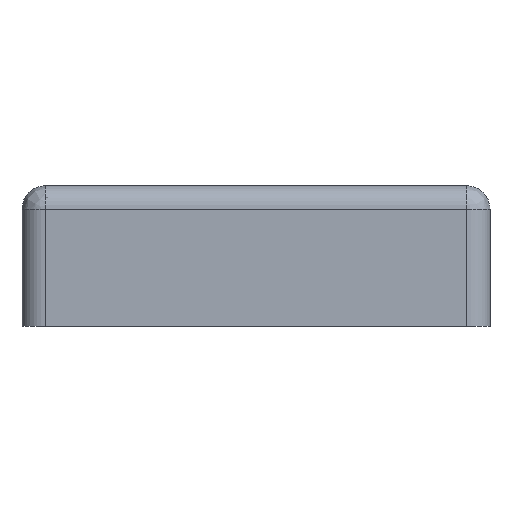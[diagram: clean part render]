
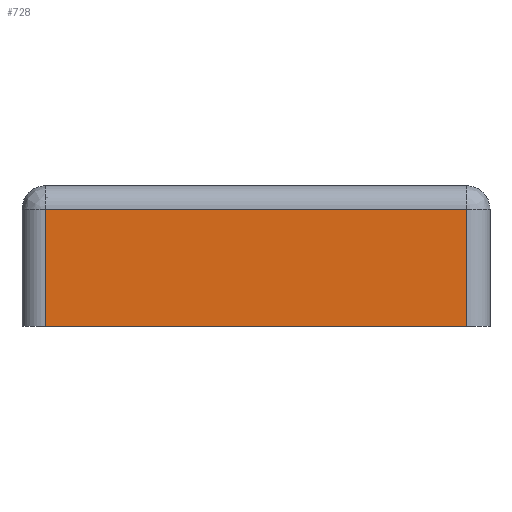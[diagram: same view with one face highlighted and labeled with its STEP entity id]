
A CAD part, left-side view. The second image highlights one B-rep face of the part: STEP entity #728.
In plain terms, the highlighted planar face has unit normal (-1, 0, 0).
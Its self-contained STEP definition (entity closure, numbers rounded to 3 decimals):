
#482 = VECTOR ( 'NONE', #2897, 1000. ) ;
#586 = EDGE_CURVE ( 'NONE', #3999, #3073, #1437, .T. ) ;
#694 = CARTESIAN_POINT ( 'NONE',  ( -20., 18., 12. ) ) ;
#728 = ADVANCED_FACE ( 'NONE', ( #5008 ), #1963, .F. ) ;
#840 = VERTEX_POINT ( 'NONE', #1199 ) ;
#1026 = CARTESIAN_POINT ( 'NONE',  ( -20., -18., 12. ) ) ;
#1199 = CARTESIAN_POINT ( 'NONE',  ( -20., 18., 10. ) ) ;
#1217 = EDGE_LOOP ( 'NONE', ( #5728, #2147, #2615, #4949 ) ) ;
#1317 = VECTOR ( 'NONE', #4185, 1000. ) ;
#1437 = LINE ( 'NONE', #1026, #3269 ) ;
#1447 = CARTESIAN_POINT ( 'NONE',  ( -20., 20., 0. ) ) ;
#1481 = LINE ( 'NONE', #694, #4616 ) ;
#1603 = CARTESIAN_POINT ( 'NONE',  ( -20., 18., 0. ) ) ;
#1963 = PLANE ( 'NONE',  #2667 ) ;
#2147 = ORIENTED_EDGE ( 'NONE', *, *, #3645, .F. ) ;
#2331 = CARTESIAN_POINT ( 'NONE',  ( -20., -18., 10. ) ) ;
#2415 = DIRECTION ( 'NONE',  ( 0., 0., -1. ) ) ;
#2502 = LINE ( 'NONE', #1447, #1317 ) ;
#2534 = DIRECTION ( 'NONE',  ( 0., 0., 1. ) ) ;
#2615 = ORIENTED_EDGE ( 'NONE', *, *, #5887, .T. ) ;
#2643 = EDGE_CURVE ( 'NONE', #840, #3999, #5780, .T. ) ;
#2667 = AXIS2_PLACEMENT_3D ( 'NONE', #3802, #4424, #3905 ) ;
#2897 = DIRECTION ( 'NONE',  ( 0., -1., 0. ) ) ;
#3073 = VERTEX_POINT ( 'NONE', #4305 ) ;
#3269 = VECTOR ( 'NONE', #2415, 1000. ) ;
#3645 = EDGE_CURVE ( 'NONE', #5375, #840, #1481, .T. ) ;
#3802 = CARTESIAN_POINT ( 'NONE',  ( -20., 20., 12. ) ) ;
#3905 = DIRECTION ( 'NONE',  ( 0., 0., -1. ) ) ;
#3999 = VERTEX_POINT ( 'NONE', #2331 ) ;
#4185 = DIRECTION ( 'NONE',  ( 0., -1., 0. ) ) ;
#4305 = CARTESIAN_POINT ( 'NONE',  ( -20., -18., 0. ) ) ;
#4424 = DIRECTION ( 'NONE',  ( 1., 0., 0. ) ) ;
#4616 = VECTOR ( 'NONE', #2534, 1000. ) ;
#4949 = ORIENTED_EDGE ( 'NONE', *, *, #586, .F. ) ;
#5008 = FACE_OUTER_BOUND ( 'NONE', #1217, .T. ) ;
#5375 = VERTEX_POINT ( 'NONE', #1603 ) ;
#5668 = CARTESIAN_POINT ( 'NONE',  ( -20., 20., 10. ) ) ;
#5728 = ORIENTED_EDGE ( 'NONE', *, *, #2643, .F. ) ;
#5780 = LINE ( 'NONE', #5668, #482 ) ;
#5887 = EDGE_CURVE ( 'NONE', #5375, #3073, #2502, .T. ) ;
